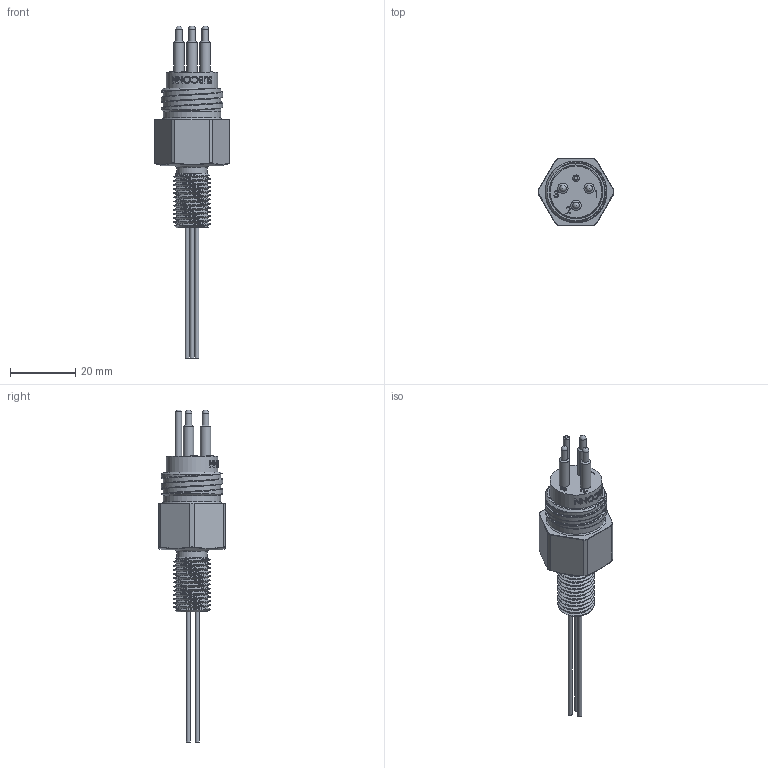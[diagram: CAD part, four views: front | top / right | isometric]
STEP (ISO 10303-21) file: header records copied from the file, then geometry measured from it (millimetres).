
FILE_DESCRIPTION(/* description */ (''),/* implementation_level */ '2;1');
FILE_NAME(/* name */ 'MCBH3M-G2-WB.stp',/* time_stamp */ '2014-12-19T09:17:44+01:00',/* author */ ('sh'),/* organization */ (''),/* preprocessor_version */ 'ST-DEVELOPER v15.2',/* originating_system */ 'Autodesk Inventor 2014',/* authorisation */ '');
FILE_SCHEMA (('AUTOMOTIVE_DESIGN { 1 0 10303 214 3 1 1 }'));
Length unit declared in the file: inch
Products named in the file (1): MCBH3M-G2-WB
Bounding box: 23.11 x 20.62 x 101.79 mm (x, y, z)
Volume: 7660.3 mm3; surface area: 9400.9 mm2
Topology: 10 solids, 10 shells, 324 faces, 831 edges, 560 vertices
Faces by surface type: plane 96, bspline 92, cylinder 72, torus 45, cone 16, sphere 3
Full cylindrical faces by diameter (mm): 0.813 x3, 1.219 x9, 1.27 x6, 1.321 x3, 1.974 x6, 1.981 x4, 2.007 x1, 3.175 x3, 6.731 x1, 9.449 x1, 12.725 x1, 13.462 x1, 14.351 x1, 15.875 x2, 15.926 x2, 16.256 x1, 17.247 x1, 17.628 x1, 18.415 x1
Entity records: 25792 total; most frequent: CARTESIAN_POINT 19021, ORIENTED_EDGE 1398, DIRECTION 1157, EDGE_CURVE 699, VERTEX_POINT 528, AXIS2_PLACEMENT_3D 475, EDGE_LOOP 463, FACE_OUTER_BOUND 323
